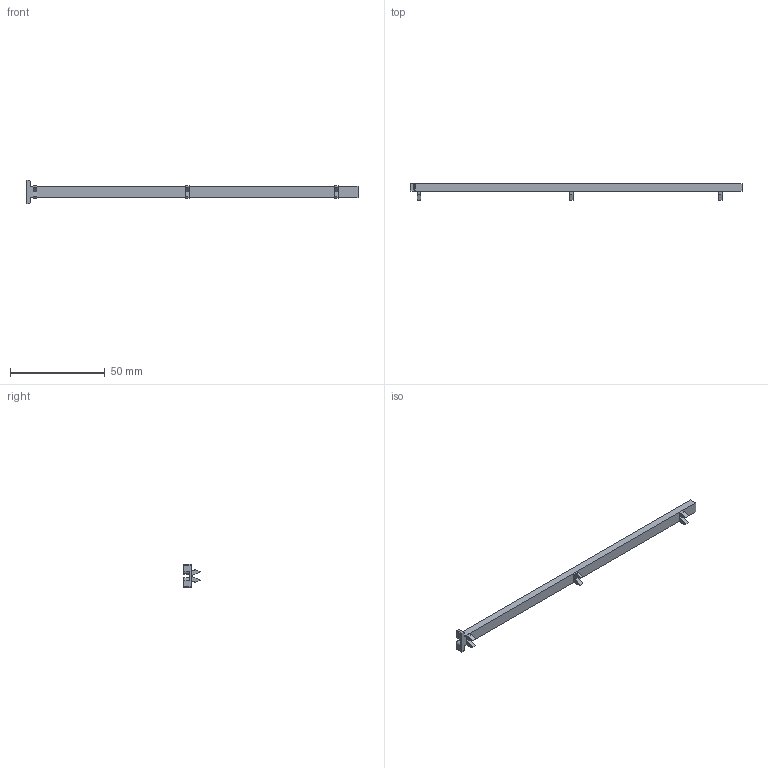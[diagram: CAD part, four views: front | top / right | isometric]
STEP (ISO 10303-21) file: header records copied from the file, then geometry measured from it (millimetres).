
FILE_DESCRIPTION(/* description */ (''),/* implementation_level */ '2;1');
FILE_NAME(/* name */ 'guide.step',/* time_stamp */ '2022-03-17T01:33:22-04:00',/* author */ (''),/* organization */ (''),/* preprocessor_version */ 'ST-DEVELOPER v18.1',/* originating_system */ 'Autodesk Translation Framework v10.13.0.1454',/* authorisation */ '');
FILE_SCHEMA (('AUTOMOTIVE_DESIGN { 1 0 10303 214 3 1 1 }'));
Length unit declared in the file: millimetre
Products named in the file (1): guide
Bounding box: 175 x 8.7 x 12.25 mm (x, y, z)
Volume: 3005.2 mm3; surface area: 4835 mm2
Topology: 4 solids, 4 shells, 55 faces, 141 edges, 94 vertices
Faces by surface type: plane 47, cylinder 8
Entity records: 1681 total; most frequent: CARTESIAN_POINT 291, ORIENTED_EDGE 282, DIRECTION 269, EDGE_CURVE 141, LINE 125, VECTOR 125, VERTEX_POINT 94, AXIS2_PLACEMENT_3D 72
